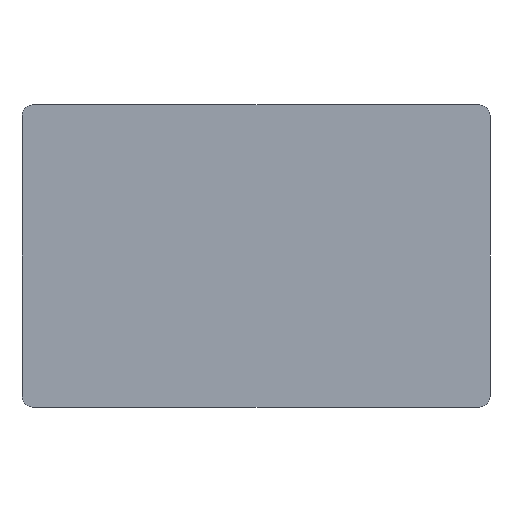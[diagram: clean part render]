
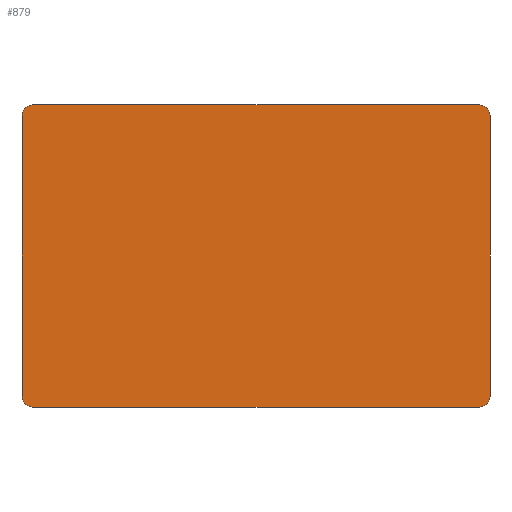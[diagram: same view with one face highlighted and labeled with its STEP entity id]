
A CAD part, front view. The second image highlights one B-rep face of the part: STEP entity #879.
In plain terms, the highlighted planar face has unit normal (0, -1, 0).
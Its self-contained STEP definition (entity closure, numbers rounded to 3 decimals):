
#14 = CARTESIAN_POINT ( 'NONE',  ( -21.6, 0., 13.95 ) ) ;
#42 = ORIENTED_EDGE ( 'NONE', *, *, #1181, .F. ) ;
#58 = EDGE_LOOP ( 'NONE', ( #782, #1127, #330, #502, #42, #1153, #1272, #59 ) ) ;
#59 = ORIENTED_EDGE ( 'NONE', *, *, #487, .T. ) ;
#76 = DIRECTION ( 'NONE',  ( 0., 0., -1. ) ) ;
#79 = AXIS2_PLACEMENT_3D ( 'NONE', #212, #1159, #309 ) ;
#90 = VERTEX_POINT ( 'NONE', #1176 ) ;
#97 = LINE ( 'NONE', #14, #1211 ) ;
#191 = CARTESIAN_POINT ( 'NONE',  ( 20.6, 0., -13.95 ) ) ;
#202 = CIRCLE ( 'NONE', #79, 1. ) ;
#205 = DIRECTION ( 'NONE',  ( 0., 0., -1. ) ) ;
#212 = CARTESIAN_POINT ( 'NONE',  ( -20.6, 0., 12.95 ) ) ;
#223 = CIRCLE ( 'NONE', #401, 1. ) ;
#237 = VERTEX_POINT ( 'NONE', #191 ) ;
#240 = VERTEX_POINT ( 'NONE', #385 ) ;
#246 = AXIS2_PLACEMENT_3D ( 'NONE', #1298, #763, #1077 ) ;
#288 = CARTESIAN_POINT ( 'NONE',  ( 20.6, 0., 13.95 ) ) ;
#309 = DIRECTION ( 'NONE',  ( 0., 0., -1. ) ) ;
#330 = ORIENTED_EDGE ( 'NONE', *, *, #484, .F. ) ;
#372 = VECTOR ( 'NONE', #459, 1000. ) ;
#378 = AXIS2_PLACEMENT_3D ( 'NONE', #1258, #731, #205 ) ;
#379 = AXIS2_PLACEMENT_3D ( 'NONE', #648, #638, #1194 ) ;
#385 = CARTESIAN_POINT ( 'NONE',  ( -20.6, 0., -13.95 ) ) ;
#390 = EDGE_CURVE ( 'NONE', #722, #661, #202, .T. ) ;
#401 = AXIS2_PLACEMENT_3D ( 'NONE', #827, #498, #76 ) ;
#411 = VERTEX_POINT ( 'NONE', #1266 ) ;
#412 = LINE ( 'NONE', #1200, #729 ) ;
#459 = DIRECTION ( 'NONE',  ( -1., 0., 0. ) ) ;
#464 = EDGE_CURVE ( 'NONE', #237, #817, #882, .T. ) ;
#484 = EDGE_CURVE ( 'NONE', #411, #661, #97, .T. ) ;
#487 = EDGE_CURVE ( 'NONE', #90, #934, #780, .T. ) ;
#498 = DIRECTION ( 'NONE',  ( 0., -1., 0. ) ) ;
#502 = ORIENTED_EDGE ( 'NONE', *, *, #669, .T. ) ;
#593 = CARTESIAN_POINT ( 'NONE',  ( -21.6, 0., 13.95 ) ) ;
#638 = DIRECTION ( 'NONE',  ( 0., -1., 0. ) ) ;
#648 = CARTESIAN_POINT ( 'NONE',  ( 20.6, 0., 12.95 ) ) ;
#652 = LINE ( 'NONE', #1384, #372 ) ;
#661 = VERTEX_POINT ( 'NONE', #1050 ) ;
#669 = EDGE_CURVE ( 'NONE', #411, #240, #223, .T. ) ;
#718 = EDGE_CURVE ( 'NONE', #90, #817, #412, .T. ) ;
#722 = VERTEX_POINT ( 'NONE', #986 ) ;
#729 = VECTOR ( 'NONE', #953, 1000. ) ;
#731 = DIRECTION ( 'NONE',  ( 0., -1., 0. ) ) ;
#763 = DIRECTION ( 'NONE',  ( 0., -1., 0. ) ) ;
#780 = CIRCLE ( 'NONE', #379, 1. ) ;
#782 = ORIENTED_EDGE ( 'NONE', *, *, #1283, .F. ) ;
#817 = VERTEX_POINT ( 'NONE', #905 ) ;
#827 = CARTESIAN_POINT ( 'NONE',  ( -20.6, 0., -12.95 ) ) ;
#834 = PLANE ( 'NONE',  #378 ) ;
#879 = ADVANCED_FACE ( 'NONE', ( #1107 ), #834, .T. ) ;
#882 = CIRCLE ( 'NONE', #246, 1. ) ;
#899 = DIRECTION ( 'NONE',  ( 1., 0., 0. ) ) ;
#905 = CARTESIAN_POINT ( 'NONE',  ( 21.6, 0., -12.95 ) ) ;
#922 = VECTOR ( 'NONE', #899, 1000. ) ;
#934 = VERTEX_POINT ( 'NONE', #288 ) ;
#953 = DIRECTION ( 'NONE',  ( 0., 0., -1. ) ) ;
#986 = CARTESIAN_POINT ( 'NONE',  ( -20.6, 0., 13.95 ) ) ;
#1050 = CARTESIAN_POINT ( 'NONE',  ( -21.6, 0., 12.95 ) ) ;
#1077 = DIRECTION ( 'NONE',  ( 0., 0., -1. ) ) ;
#1107 = FACE_OUTER_BOUND ( 'NONE', #58, .T. ) ;
#1127 = ORIENTED_EDGE ( 'NONE', *, *, #390, .T. ) ;
#1153 = ORIENTED_EDGE ( 'NONE', *, *, #464, .T. ) ;
#1159 = DIRECTION ( 'NONE',  ( 0., -1., 0. ) ) ;
#1176 = CARTESIAN_POINT ( 'NONE',  ( 21.6, 0., 12.95 ) ) ;
#1181 = EDGE_CURVE ( 'NONE', #237, #240, #652, .T. ) ;
#1189 = DIRECTION ( 'NONE',  ( 0., 0., 1. ) ) ;
#1194 = DIRECTION ( 'NONE',  ( 0., 0., -1. ) ) ;
#1200 = CARTESIAN_POINT ( 'NONE',  ( 21.6, 0., 13.95 ) ) ;
#1211 = VECTOR ( 'NONE', #1189, 1000. ) ;
#1258 = CARTESIAN_POINT ( 'NONE',  ( 0., 0., 0. ) ) ;
#1266 = CARTESIAN_POINT ( 'NONE',  ( -21.6, 0., -12.95 ) ) ;
#1272 = ORIENTED_EDGE ( 'NONE', *, *, #718, .F. ) ;
#1283 = EDGE_CURVE ( 'NONE', #722, #934, #1374, .T. ) ;
#1298 = CARTESIAN_POINT ( 'NONE',  ( 20.6, 0., -12.95 ) ) ;
#1374 = LINE ( 'NONE', #593, #922 ) ;
#1384 = CARTESIAN_POINT ( 'NONE',  ( -21.6, 0., -13.95 ) ) ;
